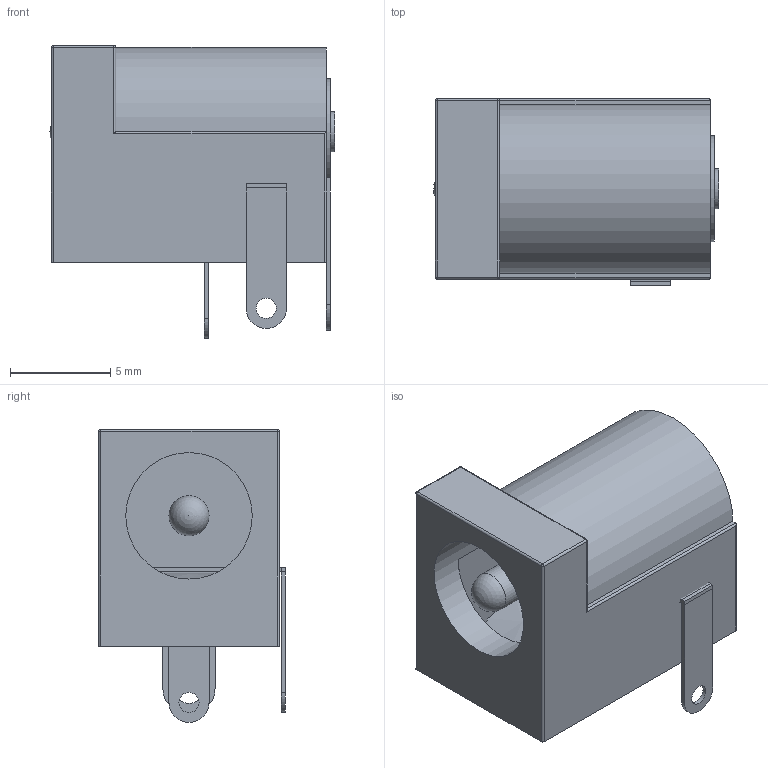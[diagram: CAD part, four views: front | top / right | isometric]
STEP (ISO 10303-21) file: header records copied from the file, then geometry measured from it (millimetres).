
FILE_DESCRIPTION(('FreeCAD Model'),'2;1');
FILE_NAME('Open CASCADE Shape Model','2023-01-23T13:10:49',( 'kicad StepUp'),('ksu MCAD'),'Open CASCADE STEP processor 7.6', 'FreeCAD','Unknown');
FILE_SCHEMA(('AUTOMOTIVE_DESIGN { 1 0 10303 214 1 1 1 1 }'));
Length unit declared in the file: millimetre
Products named in the file (1): BarrelJack_Horizontal
Bounding box: 14.2 x 9.3 x 14.6 mm (x, y, z)
Volume: 703.2 mm3; surface area: 1478.1 mm2
Topology: 5 solids, 5 shells, 75 faces, 168 edges, 101 vertices
Faces by surface type: plane 44, cylinder 24, sphere 5, extrusion 2
Full cylindrical faces by diameter (mm): 1 x2, 1.5 x2, 2 x2, 6.3 x1
Entity records: 2621 total; most frequent: CARTESIAN_POINT 359, DIRECTION 357, ORIENTED_EDGE 326, EDGE_CURVE 163, AXIS2_PLACEMENT_3D 123, VECTOR 111, LINE 109, VERTEX_POINT 101
